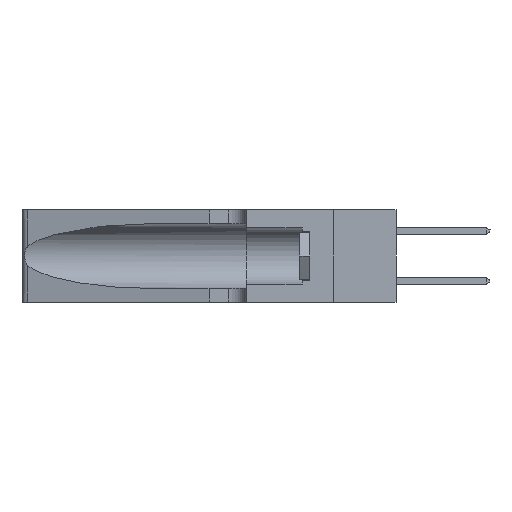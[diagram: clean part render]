
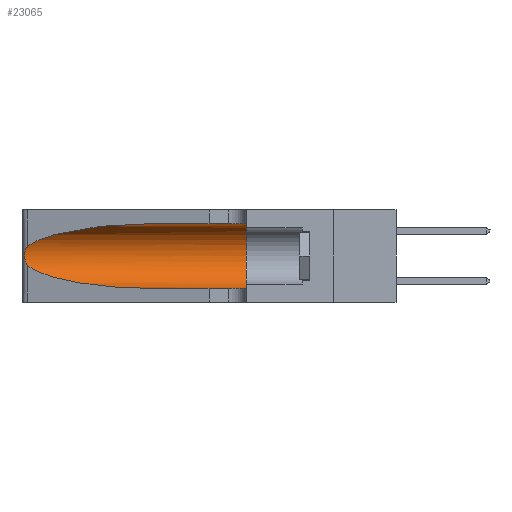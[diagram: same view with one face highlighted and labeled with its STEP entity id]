
A CAD part, left-side view. The second image highlights one B-rep face of the part: STEP entity #23065.
In plain terms, the highlighted cylindrical face has radius 3.308 mm (diameter 6.617 mm), a partial arc.
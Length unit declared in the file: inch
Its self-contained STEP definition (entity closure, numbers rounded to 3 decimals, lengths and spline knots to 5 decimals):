
#315 = VERTEX_POINT ( 'NONE', #17726 ) ;
#1225 = CARTESIAN_POINT ( 'NONE',  ( 0.2373, 1.15595, 0.08982 ) ) ;
#1364 = CARTESIAN_POINT ( 'NONE',  ( 0.25555, 1.22993, 0.14849 ) ) ;
#1502 = CARTESIAN_POINT ( 'NONE',  ( 0.1305, 0.35, 0.05475 ) ) ;
#1627 = EDGE_CURVE ( 'NONE', #315, #15862, #10593, .T. ) ;
#2179 = CARTESIAN_POINT ( 'NONE',  ( 0.1305, 1.61858, 0.31525 ) ) ;
#2252 = ORIENTED_EDGE ( 'NONE', *, *, #5156, .F. ) ;
#3084 = VERTEX_POINT ( 'NONE', #9085 ) ;
#3892 = DIRECTION ( 'NONE',  ( 0., -1., 0. ) ) ;
#4025 = FACE_OUTER_BOUND ( 'NONE', #20058, .T. ) ;
#4094 = CARTESIAN_POINT ( 'NONE',  ( 0.2373, 1.15595, 0.28018 ) ) ;
#5156 = EDGE_CURVE ( 'NONE', #27779, #13176, #25370, .T. ) ;
#5326 = ORIENTED_EDGE ( 'NONE', *, *, #20638, .T. ) ;
#6192 = CARTESIAN_POINT ( 'NONE',  ( 0.25787, 1.23484, 0.2124 ) ) ;
#6673 = ORIENTED_EDGE ( 'NONE', *, *, #10081, .F. ) ;
#7562 = VECTOR ( 'NONE', #31018, 39.37008 ) ;
#8637 = CARTESIAN_POINT ( 'NONE',  ( 0.26018, 1.23835, 0.19895 ) ) ;
#8895 = CARTESIAN_POINT ( 'NONE',  ( 0.1305, 0.72297, 0.31525 ) ) ;
#9085 = CARTESIAN_POINT ( 'NONE',  ( 0.1305, 0.72297, 0.31525 ) ) ;
#9661 = EDGE_CURVE ( 'NONE', #3084, #315, #13861, .T. ) ;
#10081 = EDGE_CURVE ( 'NONE', #3084, #27779, #20272, .T. ) ;
#10593 = B_SPLINE_CURVE_WITH_KNOTS ( 'NONE', 3,
 ( #15766, #18054, #20557, #6192, #22968, #8637, #25394, #11044, #27813, #13458, #30220, #15864, #1364, #18261 ),
 .UNSPECIFIED., .F., .F.,
 ( 4, 2, 2, 2, 2, 2, 4 ),
 ( 0., 0.00027, 0.00053, 0.00107, 0.0016, 0.00187, 0.00214 ),
 .UNSPECIFIED. ) ;
#11030 = CARTESIAN_POINT ( 'NONE',  ( 0.18966, 0.96281, 0.05475 ) ) ;
#11044 = CARTESIAN_POINT ( 'NONE',  ( 0.26075, 1.23896, 0.178 ) ) ;
#11422 = AXIS2_PLACEMENT_3D ( 'NONE', #12288, #29039, #14689 ) ;
#12169 = ORIENTED_EDGE ( 'NONE', *, *, #19356, .T. ) ;
#12288 = CARTESIAN_POINT ( 'NONE',  ( 0.1305, 0.35, 0.185 ) ) ;
#12826 = CARTESIAN_POINT ( 'NONE',  ( 0.1305, 0.72297, 0.05475 ) ) ;
#13176 = VERTEX_POINT ( 'NONE', #1502 ) ;
#13458 = CARTESIAN_POINT ( 'NONE',  ( 0.25856, 1.23593, 0.16098 ) ) ;
#13623 = CARTESIAN_POINT ( 'NONE',  ( 0.1305, 1.61858, 0.185 ) ) ;
#13861 =( BOUNDED_CURVE ( )  B_SPLINE_CURVE ( 3, ( #8895, #16127, #4094, #20913 ),
 .UNSPECIFIED., .F., .T. ) 
 B_SPLINE_CURVE_WITH_KNOTS ( ( 4, 4 ),
 ( 1.5708, 2.84003 ),
 .UNSPECIFIED. ) 
 CURVE ( )  GEOMETRIC_REPRESENTATION_ITEM ( )  RATIONAL_B_SPLINE_CURVE ( ( 1., 0.87, 0.87, 1. ) ) 
 REPRESENTATION_ITEM ( '' )  );
#14598 = ORIENTED_EDGE ( 'NONE', *, *, #1627, .T. ) ;
#14689 = DIRECTION ( 'NONE',  ( 0., 0., 1. ) ) ;
#15141 = LINE ( 'NONE', #20564, #27141 ) ;
#15358 = CYLINDRICAL_SURFACE ( 'NONE', #20902, 0.13025 ) ;
#15766 = CARTESIAN_POINT ( 'NONE',  ( 0.25487, 1.22718, 0.22369 ) ) ;
#15862 = VERTEX_POINT ( 'NONE', #17330 ) ;
#15864 = CARTESIAN_POINT ( 'NONE',  ( 0.25639, 1.23186, 0.15144 ) ) ;
#16020 = DIRECTION ( 'NONE',  ( 0., 0., -1. ) ) ;
#16127 = CARTESIAN_POINT ( 'NONE',  ( 0.18966, 0.96281, 0.31525 ) ) ;
#17330 = CARTESIAN_POINT ( 'NONE',  ( 0.25487, 1.22718, 0.14631 ) ) ;
#17726 = CARTESIAN_POINT ( 'NONE',  ( 0.25487, 1.22718, 0.22369 ) ) ;
#18034 = CARTESIAN_POINT ( 'NONE',  ( 0.25487, 1.22718, 0.14631 ) ) ;
#18054 = CARTESIAN_POINT ( 'NONE',  ( 0.25555, 1.22994, 0.2215 ) ) ;
#18261 = CARTESIAN_POINT ( 'NONE',  ( 0.25487, 1.22718, 0.14631 ) ) ;
#19356 = EDGE_CURVE ( 'NONE', #15862, #21025, #28255, .T. ) ;
#20058 = EDGE_LOOP ( 'NONE', ( #26056, #14598, #12169, #5326, #2252, #6673 ) ) ;
#20272 = LINE ( 'NONE', #2179, #7562 ) ;
#20557 = CARTESIAN_POINT ( 'NONE',  ( 0.25639, 1.23184, 0.21858 ) ) ;
#20564 = CARTESIAN_POINT ( 'NONE',  ( 0.1305, 1.61858, 0.05475 ) ) ;
#20638 = EDGE_CURVE ( 'NONE', #21025, #13176, #15141, .T. ) ;
#20902 = AXIS2_PLACEMENT_3D ( 'NONE', #13623, #3892, #16020 ) ;
#20913 = CARTESIAN_POINT ( 'NONE',  ( 0.25487, 1.22718, 0.22369 ) ) ;
#21025 = VERTEX_POINT ( 'NONE', #12826 ) ;
#22968 = CARTESIAN_POINT ( 'NONE',  ( 0.25854, 1.2359, 0.20912 ) ) ;
#22984 = DIRECTION ( 'NONE',  ( 0., -1., 0. ) ) ;
#23065 = ADVANCED_FACE ( 'NONE', ( #4025 ), #15358, .F. ) ;
#25225 = CARTESIAN_POINT ( 'NONE',  ( 0.1305, 0.35, 0.31525 ) ) ;
#25370 = CIRCLE ( 'NONE', #11422, 0.13025 ) ;
#25394 = CARTESIAN_POINT ( 'NONE',  ( 0.26075, 1.23896, 0.19203 ) ) ;
#26056 = ORIENTED_EDGE ( 'NONE', *, *, #9661, .T. ) ;
#27141 = VECTOR ( 'NONE', #22984, 39.37008 ) ;
#27779 = VERTEX_POINT ( 'NONE', #25225 ) ;
#27796 = CARTESIAN_POINT ( 'NONE',  ( 0.1305, 0.72297, 0.05475 ) ) ;
#27813 = CARTESIAN_POINT ( 'NONE',  ( 0.26017, 1.23833, 0.17102 ) ) ;
#28255 =( BOUNDED_CURVE ( )  B_SPLINE_CURVE ( 3, ( #18034, #1225, #11030, #27796 ),
 .UNSPECIFIED., .F., .F. ) 
 B_SPLINE_CURVE_WITH_KNOTS ( ( 4, 4 ),
 ( 3.44316, 4.71239 ),
 .UNSPECIFIED. ) 
 CURVE ( )  GEOMETRIC_REPRESENTATION_ITEM ( )  RATIONAL_B_SPLINE_CURVE ( ( 1., 0.87, 0.87, 1. ) ) 
 REPRESENTATION_ITEM ( '' )  );
#29039 = DIRECTION ( 'NONE',  ( 0., 1., 0. ) ) ;
#30220 = CARTESIAN_POINT ( 'NONE',  ( 0.25789, 1.23486, 0.15765 ) ) ;
#31018 = DIRECTION ( 'NONE',  ( 0., -1., 0. ) ) ;
